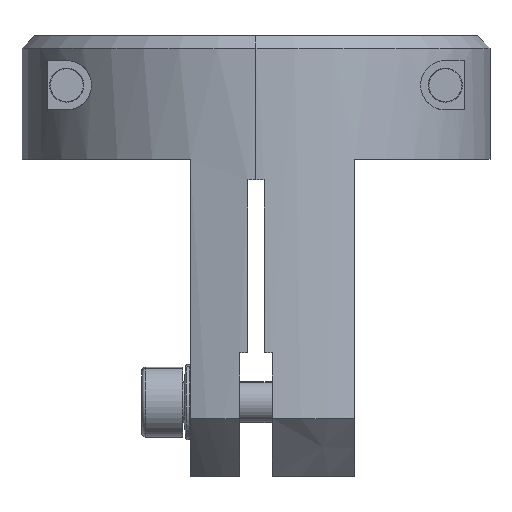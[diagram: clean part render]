
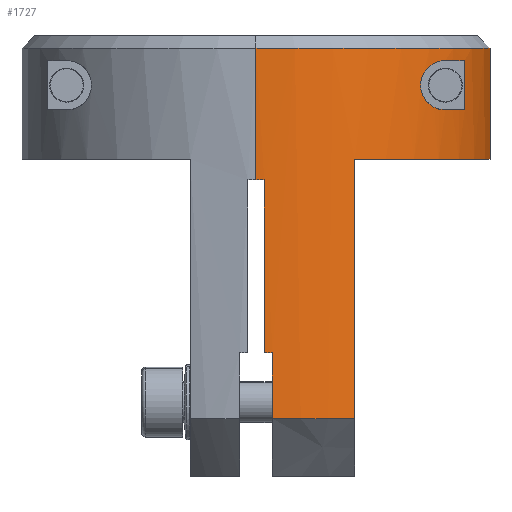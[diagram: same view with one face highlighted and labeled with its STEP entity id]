
A CAD part, left-side view. The second image highlights one B-rep face of the part: STEP entity #1727.
In plain terms, the highlighted cylindrical face has radius 28.5 mm (diameter 57 mm), a partial arc.
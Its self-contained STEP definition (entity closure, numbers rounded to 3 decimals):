
#921=VERTEX_POINT('NONE',#2581);
#973=EDGE_CURVE('NONE',#1735,#1137,#2638,.T.);
#1009=EDGE_CURVE('NONE',#2209,#1137,#2679,.T.);
#1039=EDGE_CURVE('NONE',#1735,#1815,#2712,.T.);
#1051=VERTEX_POINT('NONE',#2726);
#1083=EDGE_CURVE('NONE',#2343,#2287,#2764,.T.);
#1105=VERTEX_POINT('NONE',#2786);
#1137=VERTEX_POINT('NONE',#2821);
#1309=EDGE_CURVE('NONE',#2209,#1815,#3014,.T.);
#1337=EDGE_CURVE('NONE',#1961,#1771,#3049,.T.);
#1403=VERTEX_POINT('NONE',#3118);
#1457=EDGE_CURVE('NONE',#2435,#921,#3178,.T.);
#1579=EDGE_CURVE('NONE',#1105,#1615,#3316,.T.);
#1585=EDGE_CURVE('NONE',#921,#1051,#3322,.T.);
#1615=VERTEX_POINT('NONE',#3353);
#1631=EDGE_CURVE('NONE',#2287,#1105,#3369,.T.);
#1653=EDGE_CURVE('NONE',#1051,#2343,#3393,.T.);
#1727=ADVANCED_FACE('NONE',(#3475,#3476),#3477,.T.);
#1735=VERTEX_POINT('NONE',#3485);
#1771=VERTEX_POINT('NONE',#3523);
#1815=VERTEX_POINT('NONE',#3572);
#1825=EDGE_CURVE('NONE',#1961,#1403,#3585,.T.);
#1827=EDGE_CURVE('NONE',#1403,#2435,#3587,.T.);
#1933=EDGE_CURVE('NONE',#1615,#1771,#3707,.T.);
#1961=VERTEX_POINT('NONE',#3737);
#2209=VERTEX_POINT('NONE',#4015);
#2287=VERTEX_POINT('NONE',#4105);
#2343=VERTEX_POINT('NONE',#4169);
#2435=VERTEX_POINT('NONE',#4269);
#2581=CARTESIAN_POINT('',(-28.43,-2.,-38.5));
#2638=CIRCLE('',#4499,28.5);
#2679=B_SPLINE_CURVE_WITH_KNOTS('',3,(#4552,#4553,#4554,#4555,#4556,#4557,#4558,#4559,#4560,#4561,#4562,#4563,#4564,#4565,#4566,#4567,#4568,#4569,#4570,#4571,#4572,#4573,#4574,#4575,#4576,#4577,#4578,#4579,#4580,#4581,#4582,#4583,#4584,#4585,#4586,#4587),.UNSPECIFIED.,.F.,.F.,(4,2,2,2,2,2,2,2,2,2,2,2,2,2,2,2,2,4),(0.005,0.006,0.007,0.008,0.008,0.009,0.01,0.01,0.01,0.011,0.011,0.011,0.012,0.012,0.013,0.014,0.015,0.017),.UNSPECIFIED.);
#2712=LINE('',#4639,#4640);
#2726=CARTESIAN_POINT('',(-28.43,-2.,-46.5));
#2764=LINE('',#4702,#4703);
#2786=CARTESIAN_POINT('',(-2.,-28.43,-15.0));
#2821=CARTESIAN_POINT('',(-16.83,-23.0,-3.0));
#3014=CIRCLE('',#5059,28.5);
#3049=LINE('',#5095,#5096);
#3118=CARTESIAN_POINT('',(-28.482,-1.,-17.5));
#3178=CIRCLE('',#5308,28.5);
#3316=LINE('',#5490,#5491);
#3322=LINE('',#5499,#5500);
#3353=CARTESIAN_POINT('',(-2.,-28.43,-1.5));
#3369=CIRCLE('',#5610,28.5);
#3393=CIRCLE('',#5685,28.5);
#3475=FACE_OUTER_BOUND('',#5805,.T.);
#3476=FACE_BOUND('',#5806,.T.);
#3477=CYLINDRICAL_SURFACE('',#5807,28.5);
#3485=CARTESIAN_POINT('',(-13.0,-25.362,-3.0));
#3523=CARTESIAN_POINT('',(-28.5,0.,-1.5));
#3572=CARTESIAN_POINT('',(-13.0,-25.362,-9.0));
#3585=CIRCLE('',#5947,28.5);
#3587=LINE('',#5950,#5951);
#3707=CIRCLE('',#6120,28.5);
#3737=CARTESIAN_POINT('',(-28.5,0.,-17.5));
#4015=CARTESIAN_POINT('',(-16.83,-23.0,-9.0));
#4105=CARTESIAN_POINT('',(-25.851,-12.0,-15.0));
#4169=CARTESIAN_POINT('',(-25.851,-12.0,-46.5));
#4269=CARTESIAN_POINT('',(-28.482,-1.,-38.5));
#4499=AXIS2_PLACEMENT_3D('',#7133,#7134,#7135);
#4552=CARTESIAN_POINT('',(-16.83,-23.0,-9.0));
#4553=CARTESIAN_POINT('',(-17.236,-22.703,-9.0));
#4554=CARTESIAN_POINT('',(-17.639,-22.391,-8.956));
#4555=CARTESIAN_POINT('',(-18.211,-21.924,-8.805));
#4556=CARTESIAN_POINT('',(-18.398,-21.767,-8.741));
#4557=CARTESIAN_POINT('',(-18.762,-21.454,-8.577));
#4558=CARTESIAN_POINT('',(-18.938,-21.299,-8.479));
#4559=CARTESIAN_POINT('',(-19.269,-21.,-8.244));
#4560=CARTESIAN_POINT('',(-19.426,-20.855,-8.108));
#4561=CARTESIAN_POINT('',(-19.714,-20.582,-7.789));
#4562=CARTESIAN_POINT('',(-19.843,-20.458,-7.61));
#4563=CARTESIAN_POINT('',(-20.007,-20.297,-7.307));
#4564=CARTESIAN_POINT('',(-20.057,-20.248,-7.199));
#4565=CARTESIAN_POINT('',(-20.144,-20.161,-6.978));
#4566=CARTESIAN_POINT('',(-20.181,-20.124,-6.863));
#4567=CARTESIAN_POINT('',(-20.242,-20.063,-6.624));
#4568=CARTESIAN_POINT('',(-20.265,-20.039,-6.5));
#4569=CARTESIAN_POINT('',(-20.296,-20.008,-6.25));
#4570=CARTESIAN_POINT('',(-20.304,-20.,-6.125));
#4571=CARTESIAN_POINT('',(-20.304,-20.,-5.872));
#4572=CARTESIAN_POINT('',(-20.296,-20.008,-5.744));
#4573=CARTESIAN_POINT('',(-20.264,-20.04,-5.494));
#4574=CARTESIAN_POINT('',(-20.241,-20.064,-5.371));
#4575=CARTESIAN_POINT('',(-20.18,-20.125,-5.133));
#4576=CARTESIAN_POINT('',(-20.142,-20.163,-5.016));
#4577=CARTESIAN_POINT('',(-20.054,-20.251,-4.794));
#4578=CARTESIAN_POINT('',(-20.005,-20.3,-4.688));
#4579=CARTESIAN_POINT('',(-19.84,-20.461,-4.385));
#4580=CARTESIAN_POINT('',(-19.709,-20.588,-4.204));
#4581=CARTESIAN_POINT('',(-19.422,-20.858,-3.889));
#4582=CARTESIAN_POINT('',(-19.264,-21.005,-3.752));
#4583=CARTESIAN_POINT('',(-18.764,-21.456,-3.4));
#4584=CARTESIAN_POINT('',(-18.4,-21.77,-3.244));
#4585=CARTESIAN_POINT('',(-17.63,-22.398,-3.043));
#4586=CARTESIAN_POINT('',(-17.235,-22.704,-3.0));
#4587=CARTESIAN_POINT('',(-16.83,-23.0,-3.0));
#4639=CARTESIAN_POINT('',(-13.0,-25.362,-53.5));
#4640=VECTOR('',#7223,1000.0);
#4702=CARTESIAN_POINT('',(-25.851,-12.0,-53.5));
#4703=VECTOR('',#7302,1000.0);
#5059=AXIS2_PLACEMENT_3D('',#7578,#7579,#7580);
#5095=CARTESIAN_POINT('',(-28.5,0.,-53.5));
#5096=VECTOR('',#7636,1000.0);
#5308=AXIS2_PLACEMENT_3D('',#7767,#7768,#7769);
#5490=CARTESIAN_POINT('',(-2.,-28.43,-53.5));
#5491=VECTOR('',#7955,1000.0);
#5499=CARTESIAN_POINT('',(-28.43,-2.,-53.5));
#5500=VECTOR('',#7959,1000.0);
#5610=AXIS2_PLACEMENT_3D('',#7994,#7995,#7996);
#5685=AXIS2_PLACEMENT_3D('',#8019,#8020,#8021);
#5805=EDGE_LOOP('',(#8123,#8124,#8125,#8126,#8127,#8128,#8129,#8130,#8131,#8132));
#5806=EDGE_LOOP('',(#8133,#8134,#8135,#8136));
#5807=AXIS2_PLACEMENT_3D('',#8137,#8138,#8139);
#5947=AXIS2_PLACEMENT_3D('',#8267,#8268,#8269);
#5950=CARTESIAN_POINT('',(-28.482,-1.,-53.5));
#5951=VECTOR('',#8270,1000.0);
#6120=AXIS2_PLACEMENT_3D('',#8419,#8420,#8421);
#7133=CARTESIAN_POINT('',(0.,0.,-3.0));
#7134=DIRECTION('',(0.,0.,-1.0));
#7135=DIRECTION('',(0.,1.0,0.));
#7223=DIRECTION('',(0.,0.,-1.0));
#7302=DIRECTION('',(0.,0.,1.0));
#7578=CARTESIAN_POINT('',(0.,0.,-9.0));
#7579=DIRECTION('',(0.,0.,1.0));
#7580=DIRECTION('',(1.0,0.,0.));
#7636=DIRECTION('',(0.,0.,1.0));
#7767=CARTESIAN_POINT('',(0.,0.,-38.5));
#7768=DIRECTION('',(0.,0.,1.0));
#7769=DIRECTION('',(1.0,0.,0.));
#7955=DIRECTION('',(0.,0.,1.0));
#7959=DIRECTION('',(0.,0.,-1.0));
#7994=CARTESIAN_POINT('',(0.,0.,-15.0));
#7995=DIRECTION('',(0.,0.,1.0));
#7996=DIRECTION('',(1.0,0.,0.));
#8019=CARTESIAN_POINT('',(0.,0.,-46.5));
#8020=DIRECTION('',(0.,0.,1.0));
#8021=DIRECTION('',(-1.0,0.,0.));
#8123=ORIENTED_EDGE('',*,*,#1337,.F.);
#8124=ORIENTED_EDGE('',*,*,#1825,.T.);
#8125=ORIENTED_EDGE('',*,*,#1827,.T.);
#8126=ORIENTED_EDGE('',*,*,#1457,.T.);
#8127=ORIENTED_EDGE('',*,*,#1585,.T.);
#8128=ORIENTED_EDGE('',*,*,#1653,.T.);
#8129=ORIENTED_EDGE('',*,*,#1083,.T.);
#8130=ORIENTED_EDGE('',*,*,#1631,.T.);
#8131=ORIENTED_EDGE('',*,*,#1579,.T.);
#8132=ORIENTED_EDGE('',*,*,#1933,.T.);
#8133=ORIENTED_EDGE('',*,*,#973,.F.);
#8134=ORIENTED_EDGE('',*,*,#1039,.T.);
#8135=ORIENTED_EDGE('',*,*,#1309,.F.);
#8136=ORIENTED_EDGE('',*,*,#1009,.T.);
#8137=CARTESIAN_POINT('',(0.,0.,-53.5));
#8138=DIRECTION('',(0.,0.,1.0));
#8139=DIRECTION('',(-1.0,0.,0.));
#8267=CARTESIAN_POINT('',(0.,0.,-17.5));
#8268=DIRECTION('',(0.,0.,1.0));
#8269=DIRECTION('',(1.0,0.,0.));
#8270=DIRECTION('',(0.,0.,-1.0));
#8419=CARTESIAN_POINT('',(0.,0.,-1.5));
#8420=DIRECTION('',(0.,0.,-1.0));
#8421=DIRECTION('',(-1.0,0.,0.));
